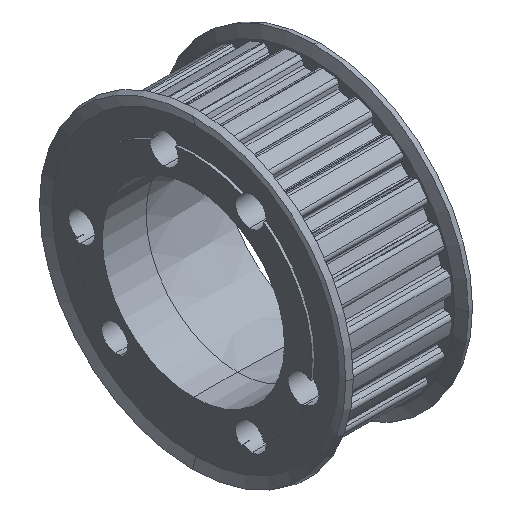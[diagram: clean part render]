
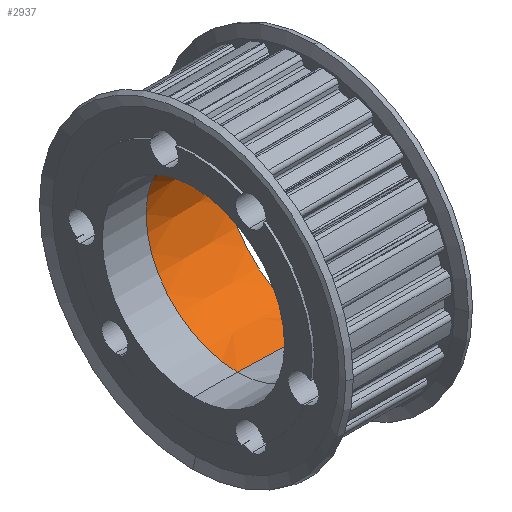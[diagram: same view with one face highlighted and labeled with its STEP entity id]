
A CAD part, isometric view. The second image highlights one B-rep face of the part: STEP entity #2937.
In plain terms, the highlighted conical face has half-angle 1.798 degrees and reference radius 23.762 mm.
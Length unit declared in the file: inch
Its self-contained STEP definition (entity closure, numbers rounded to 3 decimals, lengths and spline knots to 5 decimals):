
#87 = CONICAL_SURFACE ( 'NONE', #9730, 0.9355, 0.031 ) ;
#679 = EDGE_CURVE ( 'NONE', #6809, #7510, #2870, .T. ) ;
#722 = ORIENTED_EDGE ( 'NONE', *, *, #3152, .F. ) ;
#1641 = ORIENTED_EDGE ( 'NONE', *, *, #679, .F. ) ;
#1818 = VECTOR ( 'NONE', #2871, 39.37008 ) ;
#1915 = DIRECTION ( 'NONE',  ( 1., 0., 0.031 ) ) ;
#1971 = DIRECTION ( 'NONE',  ( 0., 0., -1. ) ) ;
#2511 = DIRECTION ( 'NONE',  ( 0., 0., -1. ) ) ;
#2823 = FACE_OUTER_BOUND ( 'NONE', #4424, .T. ) ;
#2870 = CIRCLE ( 'NONE', #4900, 0.9355 ) ;
#2871 = DIRECTION ( 'NONE',  ( 1., 0., -0.031 ) ) ;
#2937 = ADVANCED_FACE ( 'NONE', ( #2823 ), #87, .F. ) ;
#3152 = EDGE_CURVE ( 'NONE', #5657, #6809, #8904, .T. ) ;
#3156 = CARTESIAN_POINT ( 'NONE',  ( 2.06605, 1.40814, 2.94762 ) ) ;
#3232 = CIRCLE ( 'NONE', #6164, 0.91 ) ;
#4049 = ORIENTED_EDGE ( 'NONE', *, *, #9908, .F. ) ;
#4126 = DIRECTION ( 'NONE',  ( 0., 0., -1. ) ) ;
#4424 = EDGE_LOOP ( 'NONE', ( #722, #4049, #7227, #1641 ) ) ;
#4900 = AXIS2_PLACEMENT_3D ( 'NONE', #9937, #5043, #1971 ) ;
#4920 = CARTESIAN_POINT ( 'NONE',  ( 1.25355, 1.40814, 1.10212 ) ) ;
#5015 = DIRECTION ( 'NONE',  ( 1., 0., 0. ) ) ;
#5043 = DIRECTION ( 'NONE',  ( -1., 0., 0. ) ) ;
#5657 = VERTEX_POINT ( 'NONE', #7740 ) ;
#6164 = AXIS2_PLACEMENT_3D ( 'NONE', #9831, #5015, #4126 ) ;
#6557 = CARTESIAN_POINT ( 'NONE',  ( 2.06605, 1.40814, 2.94762 ) ) ;
#6669 = EDGE_CURVE ( 'NONE', #7633, #7510, #9429, .T. ) ;
#6809 = VERTEX_POINT ( 'NONE', #3156 ) ;
#7227 = ORIENTED_EDGE ( 'NONE', *, *, #6669, .T. ) ;
#7275 = CARTESIAN_POINT ( 'NONE',  ( 2.06605, 1.40814, 2.01212 ) ) ;
#7510 = VERTEX_POINT ( 'NONE', #8697 ) ;
#7624 = CARTESIAN_POINT ( 'NONE',  ( 2.06605, 1.40814, 1.07662 ) ) ;
#7633 = VERTEX_POINT ( 'NONE', #4920 ) ;
#7740 = CARTESIAN_POINT ( 'NONE',  ( 1.25355, 1.40814, 2.92212 ) ) ;
#8697 = CARTESIAN_POINT ( 'NONE',  ( 2.06605, 1.40814, 1.07662 ) ) ;
#8904 = LINE ( 'NONE', #6557, #9160 ) ;
#9160 = VECTOR ( 'NONE', #1915, 39.37008 ) ;
#9429 = LINE ( 'NONE', #7624, #1818 ) ;
#9730 = AXIS2_PLACEMENT_3D ( 'NONE', #7275, #10319, #2511 ) ;
#9831 = CARTESIAN_POINT ( 'NONE',  ( 1.25355, 1.40814, 2.01212 ) ) ;
#9908 = EDGE_CURVE ( 'NONE', #7633, #5657, #3232, .T. ) ;
#9937 = CARTESIAN_POINT ( 'NONE',  ( 2.06605, 1.40814, 2.01212 ) ) ;
#10319 = DIRECTION ( 'NONE',  ( 1., 0., 0. ) ) ;
